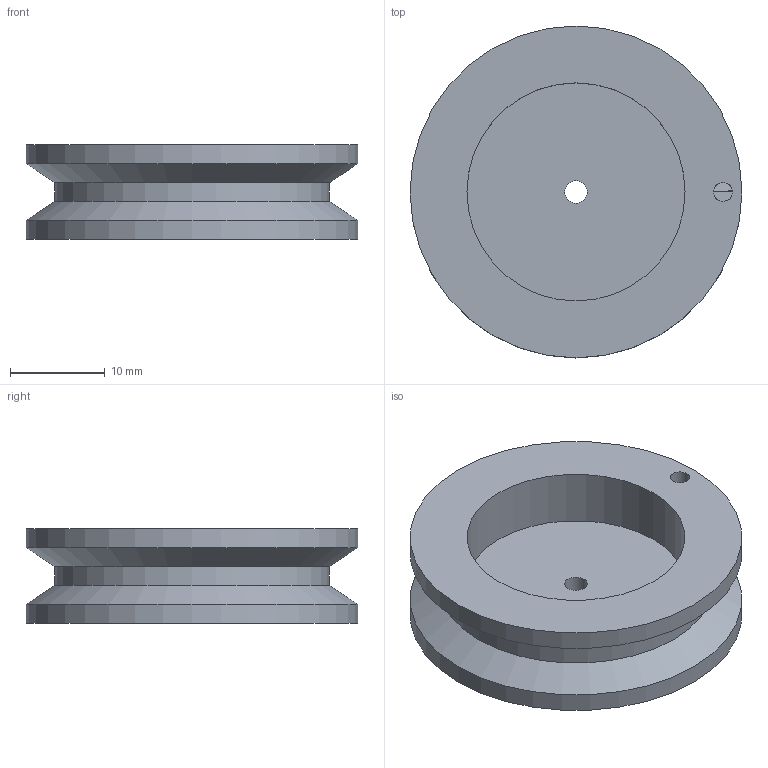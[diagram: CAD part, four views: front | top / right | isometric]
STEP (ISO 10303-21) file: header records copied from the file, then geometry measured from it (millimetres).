
FILE_DESCRIPTION(/* description */ (''),/* implementation_level */ '2;1');
FILE_NAME(/* name */ 'rola v6.step',/* time_stamp */ '2022-05-26T14:24:24+03:00',/* author */ (''),/* organization */ (''),/* preprocessor_version */ 'ST-DEVELOPER v18.1',/* originating_system */ 'Autodesk Translation Framework v10.14.0.1471',/* authorisation */ '');
FILE_SCHEMA (('AUTOMOTIVE_DESIGN { 1 0 10303 214 3 1 1 }'));
Length unit declared in the file: millimetre
Products named in the file (1): rola
Bounding box: 35 x 35 x 10 mm (x, y, z)
Volume: 5204 mm3; surface area: 3855.4 mm2
Topology: 1 solids, 1 shells, 13 faces, 25 edges, 15 vertices
Faces by surface type: cylinder 7, plane 4, cone 2
Full cylindrical faces by diameter (mm): 2 x1, 2.4 x1, 20.8 x1, 23 x1, 29 x1, 35 x2
Entity records: 405 total; most frequent: CARTESIAN_POINT 89, DIRECTION 65, ORIENTED_EDGE 50, AXIS2_PLACEMENT_3D 28, EDGE_CURVE 25, EDGE_LOOP 18, VERTEX_POINT 15, CIRCLE 14
